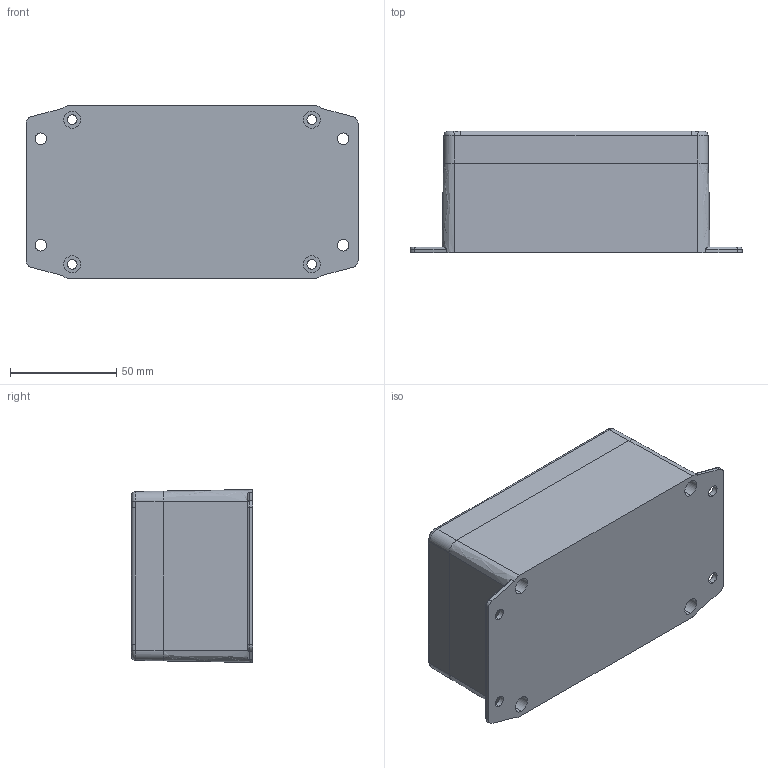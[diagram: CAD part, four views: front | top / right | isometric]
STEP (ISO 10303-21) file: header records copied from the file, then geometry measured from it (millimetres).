
FILE_DESCRIPTION (( 'STEP AP214' ), '1' );
FILE_NAME ('G108MF-IP67.STEP', '2019-04-03T03:29:16', ( '' ), ( '' ), 'SwSTEP 2.0', 'SolidWorks 2014', '' );
FILE_SCHEMA (( 'AUTOMOTIVE_DESIGN' ));
Length unit declared in the file: millimetre
Products named in the file (4): G107-上蓋-GASKET; G108MF-BASE; G107-上蓋; G108MF-IP67
Assembly tree (3 placements, depth 2):
  G108MF-IP67
    G107-上蓋
    G108MF-BASE
    G107-上蓋-GASKET
Bounding box: 155.97 x 57 x 81.27 mm (x, y, z)
Volume: 155238.4 mm3; surface area: 98222.3 mm2
Topology: 3 solids, 3 shells, 400 faces, 1022 edges, 638 vertices
Faces by surface type: plane 126, cylinder 116, cone 88, bspline 70
Entity records: 19690 total; most frequent: CARTESIAN_POINT 6126, ORIENTED_EDGE 2032, DIRECTION 1942, EDGE_CURVE 1016, AXIS2_PLACEMENT_3D 726, VERTEX_POINT 638, LINE 490, VECTOR 490
